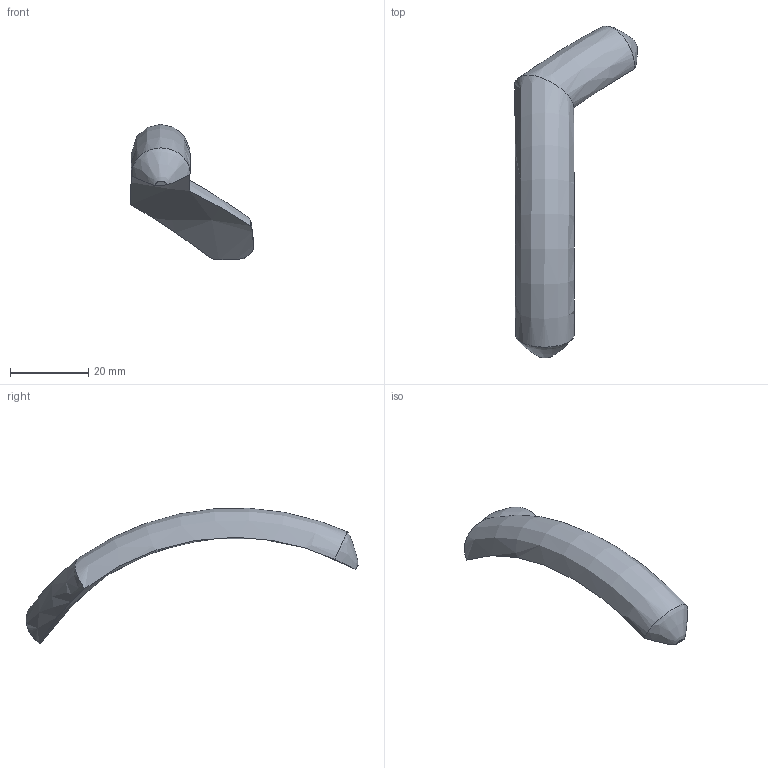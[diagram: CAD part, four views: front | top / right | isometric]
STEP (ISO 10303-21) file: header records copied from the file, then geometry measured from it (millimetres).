
FILE_DESCRIPTION (( 'STEP AP214' ), '1' );
FILE_NAME ('pipe.STEP', '2025-12-23T18:17:17', ( '' ), ( '' ), 'SwSTEP 2.0', 'SolidWorks 2026', '' );
FILE_SCHEMA (( 'AUTOMOTIVE_DESIGN' ));
Length unit declared in the file: millimetre
Products named in the file (1): pipe
Bounding box: 31.36 x 84.77 x 34.57 mm (x, y, z)
Volume: 8720.2 mm3; surface area: 3931 mm2
Topology: 1 solids, 1 shells, 7 faces, 15 edges, 10 vertices
Faces by surface type: bspline 6, cone 1
Entity records: 2057 total; most frequent: CARTESIAN_POINT 1928, ORIENTED_EDGE 30, EDGE_CURVE 15, B_SPLINE_CURVE_WITH_KNOTS 15, VERTEX_POINT 10, ADVANCED_FACE 7, FACE_OUTER_BOUND 7, EDGE_LOOP 7
